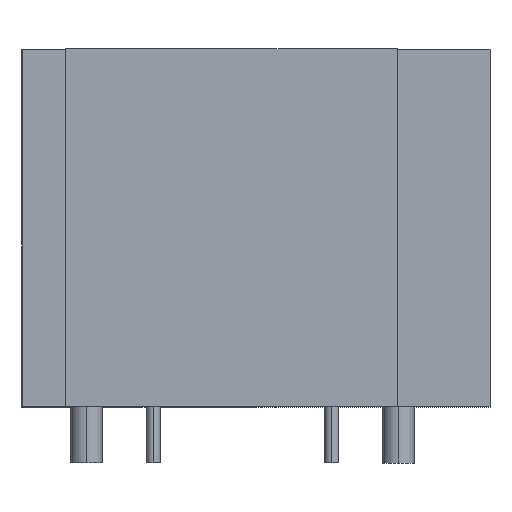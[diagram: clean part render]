
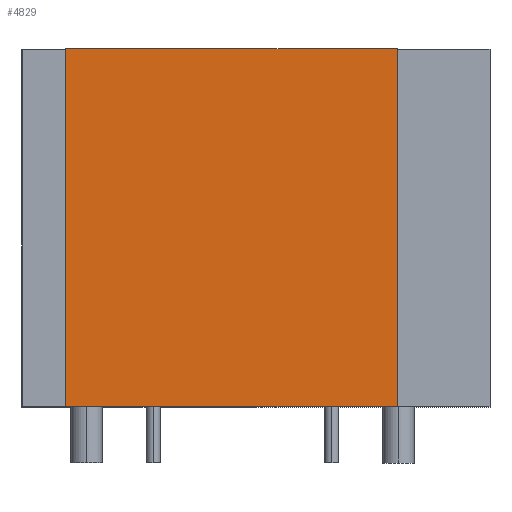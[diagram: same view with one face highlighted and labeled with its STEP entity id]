
A CAD part, top view. The second image highlights one B-rep face of the part: STEP entity #4829.
In plain terms, the highlighted planar face has unit normal (0, 0, 1).
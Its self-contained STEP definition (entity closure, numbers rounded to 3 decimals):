
#219 = DIRECTION ( 'NONE',  ( -1., 0., 0. ) ) ;
#468 = CARTESIAN_POINT ( 'NONE',  ( 8.825, 20.4, 15.087 ) ) ;
#580 = EDGE_LOOP ( 'NONE', ( #1526, #10970, #12021, #8485 ) ) ;
#788 = CARTESIAN_POINT ( 'NONE',  ( -10.075, 0., 15.087 ) ) ;
#1154 = CARTESIAN_POINT ( 'NONE',  ( 8.825, 20.4, 15.087 ) ) ;
#1246 = LINE ( 'NONE', #9868, #9686 ) ;
#1462 = DIRECTION ( 'NONE',  ( 1., 0., 0. ) ) ;
#1483 = EDGE_CURVE ( 'NONE', #5576, #10905, #4497, .T. ) ;
#1484 = EDGE_CURVE ( 'NONE', #10607, #7134, #2137, .T. ) ;
#1526 = ORIENTED_EDGE ( 'NONE', *, *, #9702, .T. ) ;
#2137 = LINE ( 'NONE', #5243, #8735 ) ;
#2417 = CARTESIAN_POINT ( 'NONE',  ( 8.825, 20.4, 15.087 ) ) ;
#3347 = DIRECTION ( 'NONE',  ( 0., -1., 0. ) ) ;
#3461 = AXIS2_PLACEMENT_3D ( 'NONE', #1154, #8622, #219 ) ;
#3836 = VECTOR ( 'NONE', #1462, 1000. ) ;
#4497 = LINE ( 'NONE', #8101, #10170 ) ;
#4829 = ADVANCED_FACE ( 'NONE', ( #9831 ), #8743, .F. ) ;
#5243 = CARTESIAN_POINT ( 'NONE',  ( -10.075, 20.4, 15.087 ) ) ;
#5576 = VERTEX_POINT ( 'NONE', #468 ) ;
#6178 = DIRECTION ( 'NONE',  ( 1., 0., 0. ) ) ;
#6445 = CARTESIAN_POINT ( 'NONE',  ( 8.825, 0., 15.087 ) ) ;
#7134 = VERTEX_POINT ( 'NONE', #788 ) ;
#8101 = CARTESIAN_POINT ( 'NONE',  ( 8.825, 20.4, 15.087 ) ) ;
#8485 = ORIENTED_EDGE ( 'NONE', *, *, #1484, .T. ) ;
#8622 = DIRECTION ( 'NONE',  ( 0., 0., -1. ) ) ;
#8735 = VECTOR ( 'NONE', #11844, 1000. ) ;
#8743 = PLANE ( 'NONE',  #3461 ) ;
#9565 = EDGE_CURVE ( 'NONE', #10607, #5576, #11111, .T. ) ;
#9686 = VECTOR ( 'NONE', #6178, 1000. ) ;
#9702 = EDGE_CURVE ( 'NONE', #7134, #10905, #1246, .T. ) ;
#9831 = FACE_OUTER_BOUND ( 'NONE', #580, .T. ) ;
#9868 = CARTESIAN_POINT ( 'NONE',  ( 8.825, 0., 15.087 ) ) ;
#10170 = VECTOR ( 'NONE', #3347, 1000. ) ;
#10607 = VERTEX_POINT ( 'NONE', #10615 ) ;
#10615 = CARTESIAN_POINT ( 'NONE',  ( -10.075, 20.4, 15.087 ) ) ;
#10905 = VERTEX_POINT ( 'NONE', #6445 ) ;
#10970 = ORIENTED_EDGE ( 'NONE', *, *, #1483, .F. ) ;
#11111 = LINE ( 'NONE', #2417, #3836 ) ;
#11844 = DIRECTION ( 'NONE',  ( 0., -1., 0. ) ) ;
#12021 = ORIENTED_EDGE ( 'NONE', *, *, #9565, .F. ) ;
